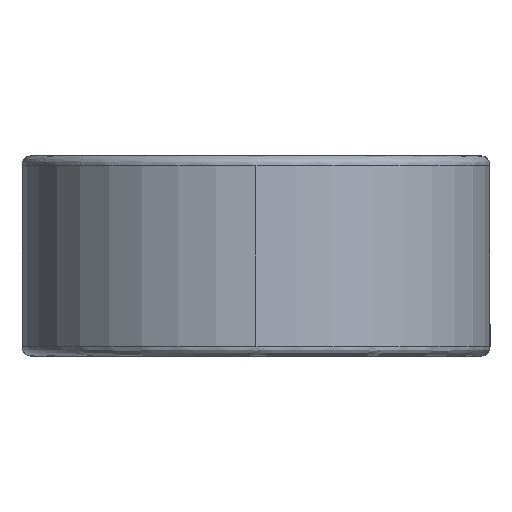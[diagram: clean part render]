
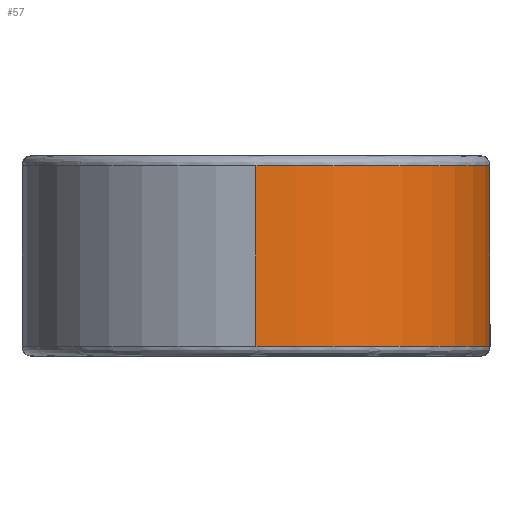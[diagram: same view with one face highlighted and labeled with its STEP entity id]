
A CAD part, left-side view. The second image highlights one B-rep face of the part: STEP entity #57.
In plain terms, the highlighted cylindrical face has radius 3.5 mm (diameter 7 mm), a partial arc.
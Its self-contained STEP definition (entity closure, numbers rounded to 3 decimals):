
#19 = VECTOR ( 'NONE', #1225, 1000. ) ;
#57 = ADVANCED_FACE ( 'NONE', ( #1466 ), #524, .T. ) ;
#58 = CARTESIAN_POINT ( 'NONE',  ( 2.526, -2.423, 1.35 ) ) ;
#63 = CARTESIAN_POINT ( 'NONE',  ( -3.5, 0., 1.5 ) ) ;
#136 = VERTEX_POINT ( 'NONE', #1750 ) ;
#157 = EDGE_CURVE ( 'NONE', #1382, #1183, #1622, .T. ) ;
#223 = CARTESIAN_POINT ( 'NONE',  ( 0., 0., -1.35 ) ) ;
#271 = DIRECTION ( 'NONE',  ( 0., 0., -1. ) ) ;
#315 = AXIS2_PLACEMENT_3D ( 'NONE', #223, #487, #1301 ) ;
#395 = CARTESIAN_POINT ( 'NONE',  ( 2.526, -2.423, -1.35 ) ) ;
#436 = EDGE_CURVE ( 'NONE', #136, #1382, #546, .T. ) ;
#487 = DIRECTION ( 'NONE',  ( 0., 0., 1. ) ) ;
#524 = CYLINDRICAL_SURFACE ( 'NONE', #1164, 3.5 ) ;
#540 = DIRECTION ( 'NONE',  ( 0., 0., -1. ) ) ;
#546 = CIRCLE ( 'NONE', #315, 3.5 ) ;
#599 = ORIENTED_EDGE ( 'NONE', *, *, #436, .T. ) ;
#877 = VECTOR ( 'NONE', #271, 1000. ) ;
#880 = ORIENTED_EDGE ( 'NONE', *, *, #1618, .T. ) ;
#984 = CARTESIAN_POINT ( 'NONE',  ( -3.5, 0., 1.35 ) ) ;
#1079 = CIRCLE ( 'NONE', #1362, 3.5 ) ;
#1091 = CARTESIAN_POINT ( 'NONE',  ( 2.526, -2.423, 1.5 ) ) ;
#1154 = CARTESIAN_POINT ( 'NONE',  ( 0., 0., 1.35 ) ) ;
#1164 = AXIS2_PLACEMENT_3D ( 'NONE', #1232, #540, #1216 ) ;
#1170 = ORIENTED_EDGE ( 'NONE', *, *, #157, .T. ) ;
#1183 = VERTEX_POINT ( 'NONE', #58 ) ;
#1216 = DIRECTION ( 'NONE',  ( -1., 0., 0. ) ) ;
#1225 = DIRECTION ( 'NONE',  ( 0., 0., 1. ) ) ;
#1232 = CARTESIAN_POINT ( 'NONE',  ( 0., 0., 1.5 ) ) ;
#1301 = DIRECTION ( 'NONE',  ( -1., 0., 0. ) ) ;
#1362 = AXIS2_PLACEMENT_3D ( 'NONE', #1154, #1669, #1698 ) ;
#1382 = VERTEX_POINT ( 'NONE', #395 ) ;
#1443 = EDGE_CURVE ( 'NONE', #1455, #1183, #1079, .T. ) ;
#1455 = VERTEX_POINT ( 'NONE', #984 ) ;
#1466 = FACE_OUTER_BOUND ( 'NONE', #1601, .T. ) ;
#1601 = EDGE_LOOP ( 'NONE', ( #1753, #880, #599, #1170 ) ) ;
#1618 = EDGE_CURVE ( 'NONE', #1455, #136, #1719, .T. ) ;
#1622 = LINE ( 'NONE', #1091, #19 ) ;
#1669 = DIRECTION ( 'NONE',  ( 0., 0., 1. ) ) ;
#1698 = DIRECTION ( 'NONE',  ( 1., 0., 0. ) ) ;
#1719 = LINE ( 'NONE', #63, #877 ) ;
#1750 = CARTESIAN_POINT ( 'NONE',  ( -3.5, 0., -1.35 ) ) ;
#1753 = ORIENTED_EDGE ( 'NONE', *, *, #1443, .F. ) ;
